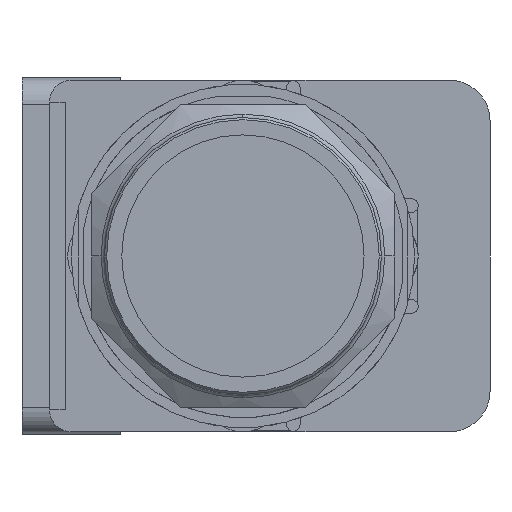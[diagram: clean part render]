
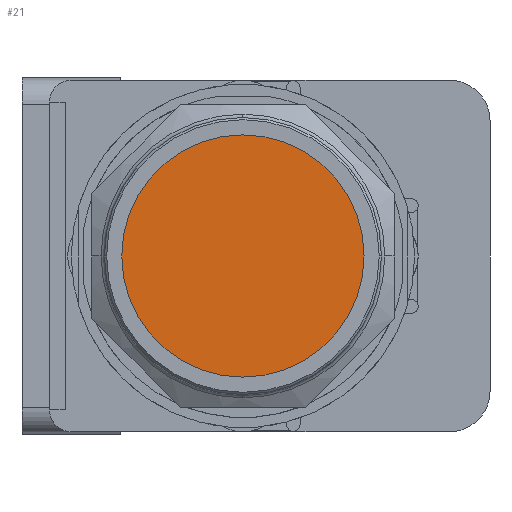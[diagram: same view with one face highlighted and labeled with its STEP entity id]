
A CAD part, front view. The second image highlights one B-rep face of the part: STEP entity #21.
In plain terms, the highlighted planar face has unit normal (0, -1, 0).
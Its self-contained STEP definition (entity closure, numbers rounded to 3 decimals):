
#1=CARTESIAN_POINT('POINT1061',(0.,-25.908,
   14.));
#2=VERTEX_POINT('VERTEX1061',#1);
#3=CARTESIAN_POINT('POINT1062',(0.,-25.908,
   -14.));
#4=VERTEX_POINT('VERTEX1062',#3);
#5=CARTESIAN_POINT('POS1631',(0.,-25.908,
   0.));
#6=DIRECTION('DIR2379',(0.,1.,
   0.));
#7=DIRECTION('DIR2380',(0.,0.,
   1.));
#8=AXIS2_PLACEMENT_3D('AXIS749',#5,#6,#7);
#9=CIRCLE('ELLIPSE345',#8,14.);
#10=EDGE_CURVE('EDGE1623',#2,#4,#9,.T.);
#11=ORIENTED_EDGE('COEDGE3245',*,*,#10,.F.);
#12=EDGE_CURVE('EDGE1624',#4,#2,#9,.T.);
#13=ORIENTED_EDGE('COEDGE3246',*,*,#12,.F.);
#14=EDGE_LOOP('NONE',(#11,#13));
#15=FACE_BOUND('LOOP1',#14,.T.);
#16=CARTESIAN_POINT('POS1632',(0.,-25.908,
   7.));
#17=DIRECTION('DIR2381',(0.,-1.,
   0.));
#18=DIRECTION('DIR2382',(1.,0.,
   0.));
#19=AXIS2_PLACEMENT_3D('AXIS750',#16,#17,#18);
#20=PLANE('PLANE263',#19);
#21=ADVANCED_FACE('FACE597',(#15),#20,.T.);
